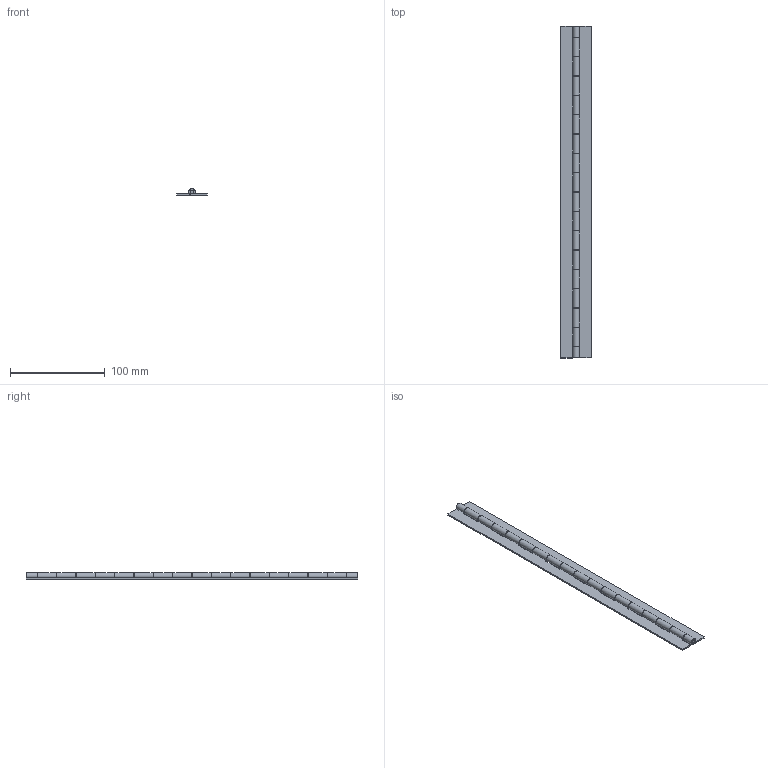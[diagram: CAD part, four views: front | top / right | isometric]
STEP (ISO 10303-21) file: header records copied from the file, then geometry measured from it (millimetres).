
FILE_DESCRIPTION (( 'STEP AP203' ), '1' );
FILE_NAME ('B-1007-7.STEP', '2008-10-27T07:50:12', ( ' ' ), ( ' ' ), 'SwSTEP 2.0', 'SolidWorks 2007', '' );
FILE_SCHEMA (( 'CONFIG_CONTROL_DESIGN' ));
Length unit declared in the file: millimetre
Products named in the file (4): B-1007-7僸儞僕A__棉太倌; B-1007-7僔儍僼僩__棉太倌; B-1007-7僸儞僕B__棉太倌; B-1007-7
Assembly tree (3 placements, depth 2):
  B-1007-7
    B-1007-7僔儍僼僩__棉太倌
    B-1007-7僸儞僕A__棉太倌
    B-1007-7僸儞僕B__棉太倌
Bounding box: 32 x 350 x 7 mm (x, y, z)
Volume: 25884.1 mm3; surface area: 35828.9 mm2
Topology: 3 solids, 3 shells, 120 faces, 342 edges, 228 vertices
Faces by surface type: plane 64, cylinder 56
Entity records: 4424 total; most frequent: DIRECTION 706, CARTESIAN_POINT 696, ORIENTED_EDGE 684, EDGE_CURVE 342, AXIS2_PLACEMENT_3D 238, VECTOR 230, LINE 230, VERTEX_POINT 228
